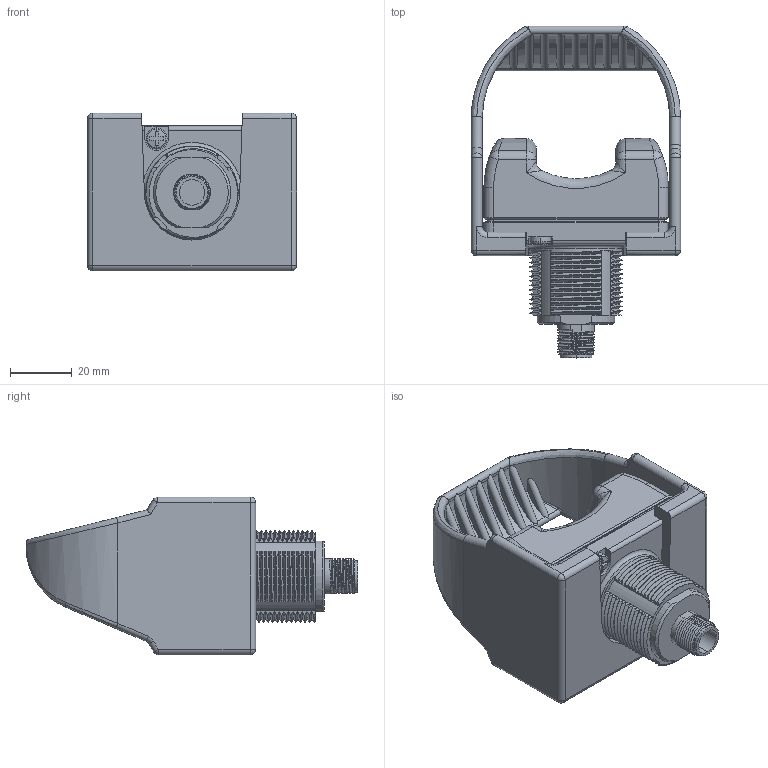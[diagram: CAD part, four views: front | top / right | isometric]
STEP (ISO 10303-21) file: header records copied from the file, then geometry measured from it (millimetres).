
FILE_DESCRIPTION((''),'2;1');
FILE_NAME('192433_ASM','2016-03-16T',('PDMAdmin'),(''),'PRO/ENGINEER BY PARAMETRIC TECHNOLOGY CORPORATION, 2013230','PRO/ENGINEER BY PARAMETRIC TECHNOLOGY CORPORATION, 2013230','');
FILE_SCHEMA(('CONFIG_CONTROL_DESIGN'));
Products named in the file (8): 15882_GENERIC; 107054_AF0; 188201_AF0; 46170_AF0_ASM; 08847; 09642_GENERIC; 30221_GENERIC; 192433_ASM
Assembly tree (8 placements, depth 3):
  192433_ASM
    46170_AF0_ASM
      15882_GENERIC
      107054_AF0
      188201_AF0
    08847  x2
    09642_GENERIC
    30221_GENERIC
Bounding box: 68.07 x 107.93 x 51.31 mm (x, y, z)
Volume: 78033.2 mm3; surface area: 54291.9 mm2
Topology: 7 solids, 9 shells, 1538 faces, 4159 edges, 2660 vertices
Faces by surface type: cylinder 589, plane 500, bspline 278, sphere 70, torus 63, cone 38
Entity records: 108274 total; most frequent: CARTESIAN_POINT 73323, ORIENTED_EDGE 7990, DIRECTION 6221, EDGE_CURVE 3999, VERTEX_POINT 2566, AXIS2_PLACEMENT_3D 2229, VECTOR 1763, LINE 1763
